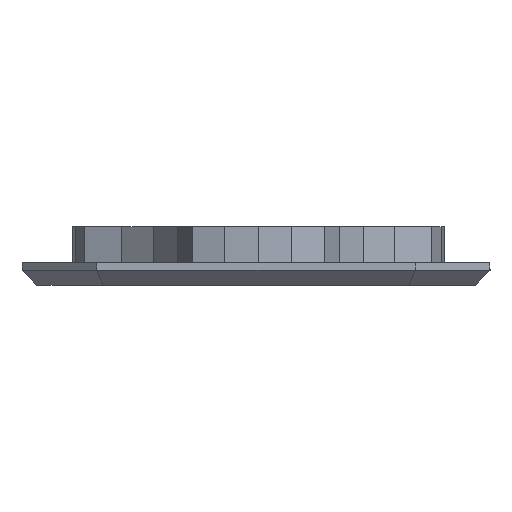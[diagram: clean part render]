
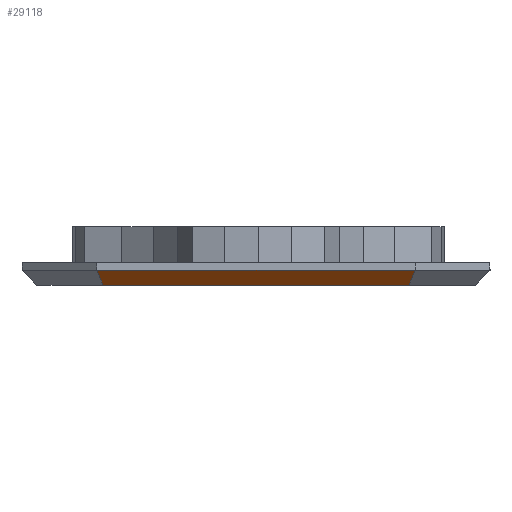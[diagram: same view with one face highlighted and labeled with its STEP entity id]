
A CAD part, left-side view. The second image highlights one B-rep face of the part: STEP entity #29118.
In plain terms, the highlighted planar face has unit normal (-0.707, 0, -0.707).
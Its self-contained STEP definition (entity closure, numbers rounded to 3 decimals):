
#166 = VERTEX_POINT('',#167);
#167 = CARTESIAN_POINT('',(0.,2.,0.4));
#181 = PLANE('',#182);
#182 = AXIS2_PLACEMENT_3D('',#183,#184,#185);
#183 = CARTESIAN_POINT('',(0.,12.5,0.));
#184 = DIRECTION('',(1.,0.,0.));
#185 = DIRECTION('',(0.,-1.,0.));
#207 = PLANE('',#208);
#208 = AXIS2_PLACEMENT_3D('',#209,#210,#211);
#209 = CARTESIAN_POINT('',(2.141,0.141,0.2));
#210 = DIRECTION('',(0.5,0.5,0.707));
#211 = DIRECTION('',(-0.707,0.707,0.)
  );
#288 = PLANE('',#289);
#289 = AXIS2_PLACEMENT_3D('',#290,#291,#292);
#290 = CARTESIAN_POINT('',(31.25,6.25,0.));
#291 = DIRECTION('',(0.,0.,1.));
#292 = DIRECTION('',(1.,0.,0.));
#10899 = VERTEX_POINT('',#10900);
#10900 = CARTESIAN_POINT('',(0.4,2.166,0.));
#10921 = EDGE_CURVE('',#10899,#166,#10922,.T.);
#10922 = SURFACE_CURVE('',#10923,(#10927,#10934),.PCURVE_S1.);
#10923 = LINE('',#10924,#10925);
#10924 = CARTESIAN_POINT('',(1.265,2.524,
    -0.865));
#10925 = VECTOR('',#10926,1.);
#10926 = DIRECTION('',(-0.679,-0.281,0.679));
#10927 = PCURVE('',#207,#10928);
#10928 = DEFINITIONAL_REPRESENTATION('',(#10929),#10933);
#10929 = LINE('',#10930,#10931);
#10930 = CARTESIAN_POINT('',(2.305,-1.506));
#10931 = VECTOR('',#10932,1.);
#10932 = DIRECTION('',(0.281,0.96));
#10933 = ( GEOMETRIC_REPRESENTATION_CONTEXT(2) 
PARAMETRIC_REPRESENTATION_CONTEXT() REPRESENTATION_CONTEXT('2D SPACE',''
  ) );
#10934 = PCURVE('',#10935,#10940);
#10935 = PLANE('',#10936);
#10936 = AXIS2_PLACEMENT_3D('',#10937,#10938,#10939);
#10937 = CARTESIAN_POINT('',(0.2,10.5,0.2));
#10938 = DIRECTION('',(-0.707,0.,-0.707));
#10939 = DIRECTION('',(0.,-1.,0.));
#10940 = DEFINITIONAL_REPRESENTATION('',(#10941),#10945);
#10941 = LINE('',#10942,#10943);
#10942 = CARTESIAN_POINT('',(7.976,-1.506));
#10943 = VECTOR('',#10944,1.);
#10944 = DIRECTION('',(0.281,0.96));
#10945 = ( GEOMETRIC_REPRESENTATION_CONTEXT(2) 
PARAMETRIC_REPRESENTATION_CONTEXT() REPRESENTATION_CONTEXT('2D SPACE',''
  ) );
#10952 = VERTEX_POINT('',#10953);
#10953 = CARTESIAN_POINT('',(0.,10.5,0.4));
#10976 = EDGE_CURVE('',#10952,#166,#10977,.T.);
#10977 = SURFACE_CURVE('',#10978,(#10982,#10989),.PCURVE_S1.);
#10978 = LINE('',#10979,#10980);
#10979 = CARTESIAN_POINT('',(0.,10.5,0.4));
#10980 = VECTOR('',#10981,1.);
#10981 = DIRECTION('',(0.,-1.,0.));
#10982 = PCURVE('',#181,#10983);
#10983 = DEFINITIONAL_REPRESENTATION('',(#10984),#10988);
#10984 = LINE('',#10985,#10986);
#10985 = CARTESIAN_POINT('',(2.,-0.4));
#10986 = VECTOR('',#10987,1.);
#10987 = DIRECTION('',(1.,0.));
#10988 = ( GEOMETRIC_REPRESENTATION_CONTEXT(2) 
PARAMETRIC_REPRESENTATION_CONTEXT() REPRESENTATION_CONTEXT('2D SPACE',''
  ) );
#10989 = PCURVE('',#10935,#10990);
#10990 = DEFINITIONAL_REPRESENTATION('',(#10991),#10995);
#10991 = LINE('',#10992,#10993);
#10992 = CARTESIAN_POINT('',(-0.,0.283));
#10993 = VECTOR('',#10994,1.);
#10994 = DIRECTION('',(1.,0.));
#10995 = ( GEOMETRIC_REPRESENTATION_CONTEXT(2) 
PARAMETRIC_REPRESENTATION_CONTEXT() REPRESENTATION_CONTEXT('2D SPACE',''
  ) );
#11109 = VERTEX_POINT('',#11110);
#11110 = CARTESIAN_POINT('',(0.4,10.334,0.));
#11124 = PLANE('',#11125);
#11125 = AXIS2_PLACEMENT_3D('',#11126,#11127,#11128);
#11126 = CARTESIAN_POINT('',(0.141,10.359,0.2));
#11127 = DIRECTION('',(0.5,-0.5,0.707));
#11128 = DIRECTION('',(0.707,0.707,0.
    ));
#11136 = EDGE_CURVE('',#11109,#10899,#11137,.T.);
#11137 = SURFACE_CURVE('',#11138,(#11142,#11149),.PCURVE_S1.);
#11138 = LINE('',#11139,#11140);
#11139 = CARTESIAN_POINT('',(0.4,10.5,0.));
#11140 = VECTOR('',#11141,1.);
#11141 = DIRECTION('',(0.,-1.,0.));
#11142 = PCURVE('',#288,#11143);
#11143 = DEFINITIONAL_REPRESENTATION('',(#11144),#11148);
#11144 = LINE('',#11145,#11146);
#11145 = CARTESIAN_POINT('',(-30.85,4.25));
#11146 = VECTOR('',#11147,1.);
#11147 = DIRECTION('',(0.,-1.));
#11148 = ( GEOMETRIC_REPRESENTATION_CONTEXT(2) 
PARAMETRIC_REPRESENTATION_CONTEXT() REPRESENTATION_CONTEXT('2D SPACE',''
  ) );
#11149 = PCURVE('',#10935,#11150);
#11150 = DEFINITIONAL_REPRESENTATION('',(#11151),#11155);
#11151 = LINE('',#11152,#11153);
#11152 = CARTESIAN_POINT('',(0.,-0.283));
#11153 = VECTOR('',#11154,1.);
#11154 = DIRECTION('',(1.,0.));
#11155 = ( GEOMETRIC_REPRESENTATION_CONTEXT(2) 
PARAMETRIC_REPRESENTATION_CONTEXT() REPRESENTATION_CONTEXT('2D SPACE',''
  ) );
#29118 = ADVANCED_FACE('',(#29119),#10935,.T.);
#29119 = FACE_BOUND('',#29120,.T.);
#29120 = EDGE_LOOP('',(#29121,#29142,#29143,#29144));
#29121 = ORIENTED_EDGE('',*,*,#29122,.F.);
#29122 = EDGE_CURVE('',#11109,#10952,#29123,.T.);
#29123 = SURFACE_CURVE('',#29124,(#29128,#29135),.PCURVE_S1.);
#29124 = LINE('',#29125,#29126);
#29125 = CARTESIAN_POINT('',(0.184,10.424,
    0.216));
#29126 = VECTOR('',#29127,1.);
#29127 = DIRECTION('',(-0.679,0.281,0.679));
#29128 = PCURVE('',#10935,#29129);
#29129 = DEFINITIONAL_REPRESENTATION('',(#29130),#29134);
#29130 = LINE('',#29131,#29132);
#29131 = CARTESIAN_POINT('',(0.076,0.022));
#29132 = VECTOR('',#29133,1.);
#29133 = DIRECTION('',(-0.281,0.96));
#29134 = ( GEOMETRIC_REPRESENTATION_CONTEXT(2) 
PARAMETRIC_REPRESENTATION_CONTEXT() REPRESENTATION_CONTEXT('2D SPACE',''
  ) );
#29135 = PCURVE('',#11124,#29136);
#29136 = DEFINITIONAL_REPRESENTATION('',(#29137),#29141);
#29137 = LINE('',#29138,#29139);
#29138 = CARTESIAN_POINT('',(0.076,0.022));
#29139 = VECTOR('',#29140,1.);
#29140 = DIRECTION('',(-0.281,0.96));
#29141 = ( GEOMETRIC_REPRESENTATION_CONTEXT(2) 
PARAMETRIC_REPRESENTATION_CONTEXT() REPRESENTATION_CONTEXT('2D SPACE',''
  ) );
#29142 = ORIENTED_EDGE('',*,*,#11136,.T.);
#29143 = ORIENTED_EDGE('',*,*,#10921,.T.);
#29144 = ORIENTED_EDGE('',*,*,#10976,.F.);
